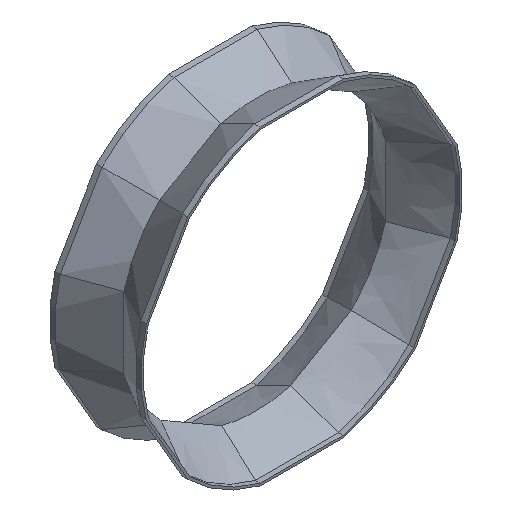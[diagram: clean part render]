
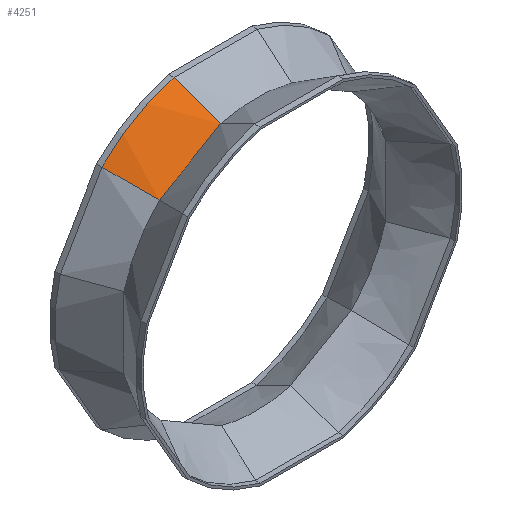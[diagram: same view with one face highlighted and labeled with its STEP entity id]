
A CAD part, isometric view. The second image highlights one B-rep face of the part: STEP entity #4251.
In plain terms, the highlighted free-form (B-spline) face has degree [3, 1] with [10, 4] control points.
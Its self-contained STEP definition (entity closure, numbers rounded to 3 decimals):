
#16 = CARTESIAN_POINT ( 'NONE',  ( -23.482, 14.7, 23.482 ) ) ;
#84 = CARTESIAN_POINT ( 'NONE',  ( -23.149, 19.29, 27.555 ) ) ;
#111 = CARTESIAN_POINT ( 'NONE',  ( -15.167, 19.2, 32.57 ) ) ;
#347 = CARTESIAN_POINT ( 'NONE',  ( -25.381, 19.2, 25.381 ) ) ;
#355 = CARTESIAN_POINT ( 'NONE',  ( -8.973, 9.855, 28.616 ) ) ;
#384 = CARTESIAN_POINT ( 'NONE',  ( -20.443, 10.2, 22.242 ) ) ;
#444 = CARTESIAN_POINT ( 'NONE',  ( -23.093, 19.2, 27.524 ) ) ;
#507 = CARTESIAN_POINT ( 'NONE',  ( -21.583, 10.2, 21.583 ) ) ;
#691 = VERTEX_POINT ( 'NONE', #347 ) ;
#717 = CARTESIAN_POINT ( 'NONE',  ( -7.9, 10.2, 29.483 ) ) ;
#723 = CARTESIAN_POINT ( 'NONE',  ( -19.303, 10.2, 22.9 ) ) ;
#746 = CARTESIAN_POINT ( 'NONE',  ( -20.296, 9.855, 22.079 ) ) ;
#772 = CARTESIAN_POINT ( 'NONE',  ( -9.304, 19.29, 34.723 ) ) ;
#790 = B_SPLINE_SURFACE_WITH_KNOTS ( 'NONE', 3, 1, ( 
 ( #4711, #3639, #507, #4056 ),
 ( #1158, #3519, #384, #746 ),
 ( #84, #1917, #723, #1106 ),
 ( #4027, #870, #1675, #3284 ),
 ( #2722, #2308, #2485, #1945 ),
 ( #2746, #5105, #3874, #2093 ),
 ( #3667, #111, #3490, #4413 ),
 ( #5077, #1551, #896, #1522 ),
 ( #3106, #4320, #4686, #355 ),
 ( #772, #2360, #1134, #2335 ) ),
 .UNSPECIFIED., .F., .F., .F.,
 ( 4, 2, 2, 2, 4 ),
 ( 2, 1, 1, 2 ),
 ( 0., 0.25, 0.5, 0.75, 1. ),
 ( -0.01, 0., 1., 1.038 ),
 .UNSPECIFIED. ) ;
#829 = VERTEX_POINT ( 'NONE', #1986 ) ;
#870 = CARTESIAN_POINT ( 'NONE',  ( -20.623, 19.2, 29.42 ) ) ;
#896 = CARTESIAN_POINT ( 'NONE',  ( -10.181, 10.2, 28.167 ) ) ;
#964 = EDGE_LOOP ( 'NONE', ( #3878, #4900, #3367, #4455 ) ) ;
#1106 = CARTESIAN_POINT ( 'NONE',  ( -19.157, 9.855, 22.723 ) ) ;
#1134 = CARTESIAN_POINT ( 'NONE',  ( -7.9, 10.2, 29.483 ) ) ;
#1158 = CARTESIAN_POINT ( 'NONE',  ( -24.324, 19.29, 26.518 ) ) ;
#1191 = CARTESIAN_POINT ( 'NONE',  ( -9.29, 19.2, 34.671 ) ) ;
#1217 = CARTESIAN_POINT ( 'NONE',  ( -18.62, 19.2, 30.697 ) ) ;
#1521 = B_SPLINE_CURVE_WITH_KNOTS ( 'NONE', 3,
 ( #2827, #4403, #444, #3502, #3198, #3576, #1217, #2419, #2805, #3987, #1956, #4327, #5115, #1191 ),
 .UNSPECIFIED., .F., .F.,
 ( 4, 2, 2, 2, 2, 2, 4 ),
 ( 0., 0.005, 0.007, 0.009, 0.012, 0.014, 0.019 ),
 .UNSPECIFIED. ) ;
#1522 = CARTESIAN_POINT ( 'NONE',  ( -10.1, 9.855, 27.952 ) ) ;
#1551 = CARTESIAN_POINT ( 'NONE',  ( -12.268, 19.2, 33.769 ) ) ;
#1609 = DIRECTION ( 'NONE',  ( 0.362, -0.859, -0.362 ) ) ;
#1669 = EDGE_CURVE ( 'NONE', #829, #3773, #4706, .T. ) ;
#1675 = CARTESIAN_POINT ( 'NONE',  ( -17.022, 10.2, 24.217 ) ) ;
#1705 = VECTOR ( 'NONE', #1609, 1000. ) ;
#1881 = DIRECTION ( 'NONE',  ( 0.133, -0.859, -0.495 ) ) ;
#1917 = CARTESIAN_POINT ( 'NONE',  ( -23.111, 19.2, 27.509 ) ) ;
#1945 = CARTESIAN_POINT ( 'NONE',  ( -15.75, 9.855, 24.667 ) ) ;
#1956 = CARTESIAN_POINT ( 'NONE',  ( -14.451, 19.2, 32.865 ) ) ;
#1986 = CARTESIAN_POINT ( 'NONE',  ( -21.583, 10.2, 21.583 ) ) ;
#2093 = CARTESIAN_POINT ( 'NONE',  ( -13.487, 9.855, 25.974 ) ) ;
#2308 = CARTESIAN_POINT ( 'NONE',  ( -19.311, 19.2, 30.297 ) ) ;
#2328 = CARTESIAN_POINT ( 'NONE',  ( -21.583, 10.2, 21.583 ) ) ;
#2335 = CARTESIAN_POINT ( 'NONE',  ( -7.847, 9.855, 29.284 ) ) ;
#2360 = CARTESIAN_POINT ( 'NONE',  ( -9.29, 19.2, 34.671 ) ) ;
#2396 = LINE ( 'NONE', #16, #1705 ) ;
#2406 = DIRECTION ( 'NONE',  ( 0.866, 0., 0.5 ) ) ;
#2419 = CARTESIAN_POINT ( 'NONE',  ( -17.263, 19.2, 31.48 ) ) ;
#2485 = CARTESIAN_POINT ( 'NONE',  ( -15.882, 10.2, 24.875 ) ) ;
#2543 = EDGE_CURVE ( 'NONE', #2767, #3773, #4646, .T. ) ;
#2615 = VECTOR ( 'NONE', #2406, 1000. ) ;
#2722 = CARTESIAN_POINT ( 'NONE',  ( -19.345, 19.29, 30.352 ) ) ;
#2746 = CARTESIAN_POINT ( 'NONE',  ( -16.613, 19.29, 31.929 ) ) ;
#2767 = VERTEX_POINT ( 'NONE', #2953 ) ;
#2805 = CARTESIAN_POINT ( 'NONE',  ( -16.57, 19.2, 31.85 ) ) ;
#2827 = CARTESIAN_POINT ( 'NONE',  ( -25.381, 19.2, 25.381 ) ) ;
#2953 = CARTESIAN_POINT ( 'NONE',  ( -9.29, 19.2, 34.671 ) ) ;
#3106 = CARTESIAN_POINT ( 'NONE',  ( -10.803, 19.29, 34.324 ) ) ;
#3191 = EDGE_CURVE ( 'NONE', #691, #2767, #1521, .T. ) ;
#3198 = CARTESIAN_POINT ( 'NONE',  ( -20.588, 19.2, 29.413 ) ) ;
#3257 = FACE_OUTER_BOUND ( 'NONE', #964, .T. ) ;
#3277 = EDGE_CURVE ( 'NONE', #691, #829, #2396, .T. ) ;
#3284 = CARTESIAN_POINT ( 'NONE',  ( -16.884, 9.855, 24.017 ) ) ;
#3367 = ORIENTED_EDGE ( 'NONE', *, *, #1669, .T. ) ;
#3490 = CARTESIAN_POINT ( 'NONE',  ( -12.461, 10.2, 26.85 ) ) ;
#3502 = CARTESIAN_POINT ( 'NONE',  ( -21.227, 19.2, 28.955 ) ) ;
#3519 = CARTESIAN_POINT ( 'NONE',  ( -24.286, 19.2, 26.476 ) ) ;
#3576 = CARTESIAN_POINT ( 'NONE',  ( -19.285, 19.2, 30.283 ) ) ;
#3639 = CARTESIAN_POINT ( 'NONE',  ( -25.381, 19.2, 25.381 ) ) ;
#3667 = CARTESIAN_POINT ( 'NONE',  ( -15.194, 19.29, 32.627 ) ) ;
#3773 = VERTEX_POINT ( 'NONE', #717 ) ;
#3874 = CARTESIAN_POINT ( 'NONE',  ( -13.601, 10.2, 26.192 ) ) ;
#3878 = ORIENTED_EDGE ( 'NONE', *, *, #3191, .F. ) ;
#3987 = CARTESIAN_POINT ( 'NONE',  ( -15.164, 19.2, 32.543 ) ) ;
#4027 = CARTESIAN_POINT ( 'NONE',  ( -20.659, 19.29, 29.472 ) ) ;
#4056 = CARTESIAN_POINT ( 'NONE',  ( -21.438, 9.855, 21.438 ) ) ;
#4251 = ADVANCED_FACE ( 'NONE', ( #3257 ), #790, .F. ) ;
#4320 = CARTESIAN_POINT ( 'NONE',  ( -10.786, 19.2, 34.27 ) ) ;
#4327 = CARTESIAN_POINT ( 'NONE',  ( -12.287, 19.2, 33.762 ) ) ;
#4403 = CARTESIAN_POINT ( 'NONE',  ( -24.27, 19.2, 26.491 ) ) ;
#4413 = CARTESIAN_POINT ( 'NONE',  ( -12.357, 9.855, 26.631 ) ) ;
#4455 = ORIENTED_EDGE ( 'NONE', *, *, #2543, .F. ) ;
#4646 = LINE ( 'NONE', #4822, #4755 ) ;
#4686 = CARTESIAN_POINT ( 'NONE',  ( -9.04, 10.2, 28.825 ) ) ;
#4706 = LINE ( 'NONE', #2328, #2615 ) ;
#4711 = CARTESIAN_POINT ( 'NONE',  ( -25.419, 19.29, 25.419 ) ) ;
#4755 = VECTOR ( 'NONE', #1881, 1000. ) ;
#4822 = CARTESIAN_POINT ( 'NONE',  ( -8.595, 14.7, 32.077 ) ) ;
#4900 = ORIENTED_EDGE ( 'NONE', *, *, #3277, .T. ) ;
#5077 = CARTESIAN_POINT ( 'NONE',  ( -12.289, 19.29, 33.825 ) ) ;
#5105 = CARTESIAN_POINT ( 'NONE',  ( -16.583, 19.2, 31.873 ) ) ;
#5115 = CARTESIAN_POINT ( 'NONE',  ( -10.807, 19.2, 34.264 ) ) ;
